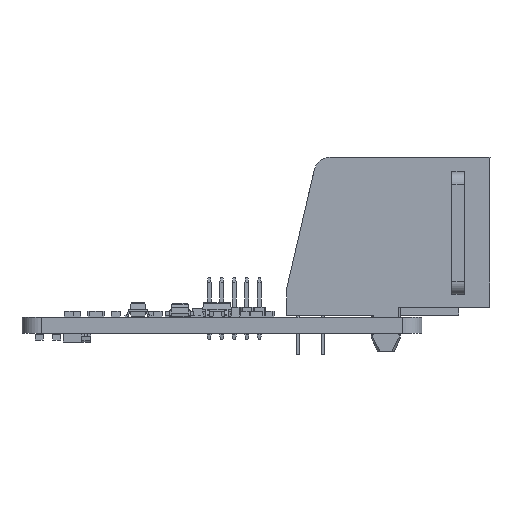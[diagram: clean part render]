
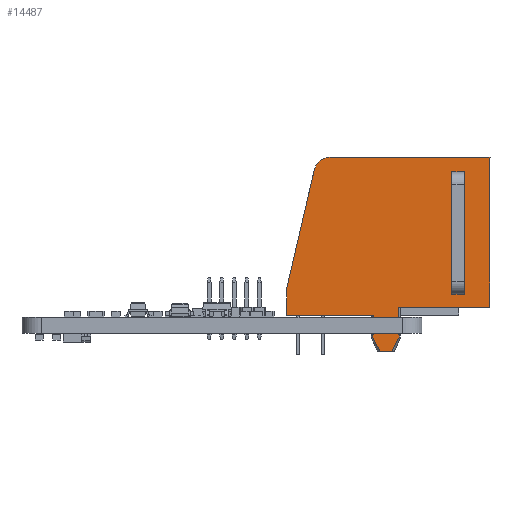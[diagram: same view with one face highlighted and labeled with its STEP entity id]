
A CAD part, left-side view. The second image highlights one B-rep face of the part: STEP entity #14487.
In plain terms, the highlighted planar face has unit normal (-1, 0, 0).
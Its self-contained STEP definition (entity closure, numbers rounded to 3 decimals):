
#14487 = ADVANCED_FACE('',(#14488,#14625),#14659,.T.);
#14488 = FACE_BOUND('',#14489,.T.);
#14489 = EDGE_LOOP('',(#14490,#14500,#14508,#14516,#14524,#14532,#14540,
    #14551,#14559,#14570,#14578,#14586,#14594,#14602,#14610,#14618));
#14490 = ORIENTED_EDGE('',*,*,#14491,.T.);
#14491 = EDGE_CURVE('',#14492,#14494,#14496,.T.);
#14492 = VERTEX_POINT('',#14493);
#14493 = CARTESIAN_POINT('',(-6.6,6.422,-17.786));
#14494 = VERTEX_POINT('',#14495);
#14495 = CARTESIAN_POINT('',(-6.6,-5.646,-20.598));
#14496 = LINE('',#14497,#14498);
#14497 = CARTESIAN_POINT('',(-6.6,-5.646,-20.598));
#14498 = VECTOR('',#14499,1.);
#14499 = DIRECTION('',(0.,-0.974,
    -0.227));
#14500 = ORIENTED_EDGE('',*,*,#14501,.T.);
#14501 = EDGE_CURVE('',#14494,#14502,#14504,.T.);
#14502 = VERTEX_POINT('',#14503);
#14503 = CARTESIAN_POINT('',(-6.6,-8.303,-20.598));
#14504 = LINE('',#14505,#14506);
#14505 = CARTESIAN_POINT('',(-6.6,-12.319,-20.598));
#14506 = VECTOR('',#14507,1.);
#14507 = DIRECTION('',(0.,-1.,0.));
#14508 = ORIENTED_EDGE('',*,*,#14509,.F.);
#14509 = EDGE_CURVE('',#14510,#14502,#14512,.T.);
#14510 = VERTEX_POINT('',#14511);
#14511 = CARTESIAN_POINT('',(-6.6,-8.303,-11.813));
#14512 = LINE('',#14513,#14514);
#14513 = CARTESIAN_POINT('',(-6.6,-8.303,-11.813));
#14514 = VECTOR('',#14515,1.);
#14515 = DIRECTION('',(0.,0.,-1.));
#14516 = ORIENTED_EDGE('',*,*,#14517,.F.);
#14517 = EDGE_CURVE('',#14518,#14510,#14520,.T.);
#14518 = VERTEX_POINT('',#14519);
#14519 = CARTESIAN_POINT('',(-6.6,-10.262,-11.813));
#14520 = LINE('',#14521,#14522);
#14521 = CARTESIAN_POINT('',(-6.6,-7.493,-11.813));
#14522 = VECTOR('',#14523,1.);
#14523 = DIRECTION('',(0.,1.,0.));
#14524 = ORIENTED_EDGE('',*,*,#14525,.T.);
#14525 = EDGE_CURVE('',#14518,#14526,#14528,.T.);
#14526 = VERTEX_POINT('',#14527);
#14527 = CARTESIAN_POINT('',(-6.6,-10.262,-11.868));
#14528 = LINE('',#14529,#14530);
#14529 = CARTESIAN_POINT('',(-6.6,-10.262,-10.541));
#14530 = VECTOR('',#14531,1.);
#14531 = DIRECTION('',(0.,0.,-1.));
#14532 = ORIENTED_EDGE('',*,*,#14533,.F.);
#14533 = EDGE_CURVE('',#14534,#14526,#14536,.T.);
#14534 = VERTEX_POINT('',#14535);
#14535 = CARTESIAN_POINT('',(-6.6,-10.516,-11.868));
#14536 = LINE('',#14537,#14538);
#14537 = CARTESIAN_POINT('',(-6.6,-10.174,-11.868));
#14538 = VECTOR('',#14539,1.);
#14539 = DIRECTION('',(0.,1.,0.));
#14540 = ORIENTED_EDGE('',*,*,#14541,.F.);
#14541 = EDGE_CURVE('',#14542,#14534,#14544,.T.);
#14542 = VERTEX_POINT('',#14543);
#14543 = CARTESIAN_POINT('',(-6.6,-12.014,-11.131));
#14544 = B_SPLINE_CURVE_WITH_KNOTS('',3,(#14545,#14546,#14547,#14548,
    #14549,#14550),.UNSPECIFIED.,.F.,.F.,(4,2,4),(0.006,
    0.006,0.007),.UNSPECIFIED.);
#14545 = CARTESIAN_POINT('',(-6.6,-12.014,-11.131));
#14546 = CARTESIAN_POINT('',(-6.6,-11.774,-11.273));
#14547 = CARTESIAN_POINT('',(-6.6,-11.525,-11.397));
#14548 = CARTESIAN_POINT('',(-6.6,-11.023,-11.638));
#14549 = CARTESIAN_POINT('',(-6.6,-10.77,-11.754));
#14550 = CARTESIAN_POINT('',(-6.6,-10.516,-11.868));
#14551 = ORIENTED_EDGE('',*,*,#14552,.F.);
#14552 = EDGE_CURVE('',#14553,#14542,#14555,.T.);
#14553 = VERTEX_POINT('',#14554);
#14554 = CARTESIAN_POINT('',(-6.6,-12.014,-9.951));
#14555 = LINE('',#14556,#14557);
#14556 = CARTESIAN_POINT('',(-6.6,-12.014,-10.541));
#14557 = VECTOR('',#14558,1.);
#14558 = DIRECTION('',(0.,0.,-1.));
#14559 = ORIENTED_EDGE('',*,*,#14560,.F.);
#14560 = EDGE_CURVE('',#14561,#14553,#14563,.T.);
#14561 = VERTEX_POINT('',#14562);
#14562 = CARTESIAN_POINT('',(-6.6,-10.516,-9.214));
#14563 = B_SPLINE_CURVE_WITH_KNOTS('',3,(#14564,#14565,#14566,#14567,
    #14568,#14569),.UNSPECIFIED.,.F.,.F.,(4,2,4),(0.002,
    0.003,0.004),.UNSPECIFIED.);
#14564 = CARTESIAN_POINT('',(-6.6,-10.516,-9.214));
#14565 = CARTESIAN_POINT('',(-6.6,-10.77,-9.328));
#14566 = CARTESIAN_POINT('',(-6.6,-11.023,-9.444));
#14567 = CARTESIAN_POINT('',(-6.6,-11.525,-9.685));
#14568 = CARTESIAN_POINT('',(-6.6,-11.774,-9.81));
#14569 = CARTESIAN_POINT('',(-6.6,-12.014,-9.951));
#14570 = ORIENTED_EDGE('',*,*,#14571,.F.);
#14571 = EDGE_CURVE('',#14572,#14561,#14574,.T.);
#14572 = VERTEX_POINT('',#14573);
#14573 = CARTESIAN_POINT('',(-6.6,-10.262,-9.214));
#14574 = LINE('',#14575,#14576);
#14575 = CARTESIAN_POINT('',(-6.6,-10.174,-9.214));
#14576 = VECTOR('',#14577,1.);
#14577 = DIRECTION('',(0.,-1.,0.));
#14578 = ORIENTED_EDGE('',*,*,#14579,.T.);
#14579 = EDGE_CURVE('',#14572,#14580,#14582,.T.);
#14580 = VERTEX_POINT('',#14581);
#14581 = CARTESIAN_POINT('',(-6.6,-10.262,-9.269));
#14582 = LINE('',#14583,#14584);
#14583 = CARTESIAN_POINT('',(-6.6,-10.262,-10.541));
#14584 = VECTOR('',#14585,1.);
#14585 = DIRECTION('',(0.,0.,-1.));
#14586 = ORIENTED_EDGE('',*,*,#14587,.F.);
#14587 = EDGE_CURVE('',#14588,#14580,#14590,.T.);
#14588 = VERTEX_POINT('',#14589);
#14589 = CARTESIAN_POINT('',(-6.6,-7.493,-9.269));
#14590 = LINE('',#14591,#14592);
#14591 = CARTESIAN_POINT('',(-6.6,-7.493,-9.269));
#14592 = VECTOR('',#14593,1.);
#14593 = DIRECTION('',(0.,-1.,0.));
#14594 = ORIENTED_EDGE('',*,*,#14595,.F.);
#14595 = EDGE_CURVE('',#14596,#14588,#14598,.T.);
#14596 = VERTEX_POINT('',#14597);
#14597 = CARTESIAN_POINT('',(-6.6,-7.493,0.));
#14598 = LINE('',#14599,#14600);
#14599 = CARTESIAN_POINT('',(-6.6,-7.493,-20.828));
#14600 = VECTOR('',#14601,1.);
#14601 = DIRECTION('',(0.,0.,-1.));
#14602 = ORIENTED_EDGE('',*,*,#14603,.F.);
#14603 = EDGE_CURVE('',#14604,#14596,#14606,.T.);
#14604 = VERTEX_POINT('',#14605);
#14605 = CARTESIAN_POINT('',(-6.6,7.697,0.));
#14606 = LINE('',#14607,#14608);
#14607 = CARTESIAN_POINT('',(-6.6,-7.493,0.));
#14608 = VECTOR('',#14609,1.);
#14609 = DIRECTION('',(0.,-1.,0.));
#14610 = ORIENTED_EDGE('',*,*,#14611,.T.);
#14611 = EDGE_CURVE('',#14604,#14612,#14614,.T.);
#14612 = VERTEX_POINT('',#14613);
#14613 = CARTESIAN_POINT('',(-6.6,7.697,-16.179));
#14614 = LINE('',#14615,#14616);
#14615 = CARTESIAN_POINT('',(-6.6,7.697,0.));
#14616 = VECTOR('',#14617,1.);
#14617 = DIRECTION('',(0.,0.,-1.));
#14618 = ORIENTED_EDGE('',*,*,#14619,.T.);
#14619 = EDGE_CURVE('',#14612,#14492,#14620,.T.);
#14620 = CIRCLE('',#14621,1.65);
#14621 = AXIS2_PLACEMENT_3D('',#14622,#14623,#14624);
#14622 = CARTESIAN_POINT('',(-6.6,6.047,-16.179));
#14623 = DIRECTION('',(-1.,0.,0.));
#14624 = DIRECTION('',(0.,0.,1.));
#14625 = FACE_BOUND('',#14626,.T.);
#14626 = EDGE_LOOP('',(#14627,#14637,#14645,#14653));
#14627 = ORIENTED_EDGE('',*,*,#14628,.F.);
#14628 = EDGE_CURVE('',#14629,#14631,#14633,.T.);
#14629 = VERTEX_POINT('',#14630);
#14630 = CARTESIAN_POINT('',(-6.6,6.2,-2.6));
#14631 = VERTEX_POINT('',#14632);
#14632 = CARTESIAN_POINT('',(-6.6,6.2,-3.87));
#14633 = LINE('',#14634,#14635);
#14634 = CARTESIAN_POINT('',(-6.6,6.2,-2.6));
#14635 = VECTOR('',#14636,1.);
#14636 = DIRECTION('',(0.,0.,-1.));
#14637 = ORIENTED_EDGE('',*,*,#14638,.F.);
#14638 = EDGE_CURVE('',#14639,#14629,#14641,.T.);
#14639 = VERTEX_POINT('',#14640);
#14640 = CARTESIAN_POINT('',(-6.6,-6.2,-2.6));
#14641 = LINE('',#14642,#14643);
#14642 = CARTESIAN_POINT('',(-6.6,-6.2,-2.6));
#14643 = VECTOR('',#14644,1.);
#14644 = DIRECTION('',(0.,1.,0.));
#14645 = ORIENTED_EDGE('',*,*,#14646,.F.);
#14646 = EDGE_CURVE('',#14647,#14639,#14649,.T.);
#14647 = VERTEX_POINT('',#14648);
#14648 = CARTESIAN_POINT('',(-6.6,-6.2,-3.87));
#14649 = LINE('',#14650,#14651);
#14650 = CARTESIAN_POINT('',(-6.6,-6.2,-3.87));
#14651 = VECTOR('',#14652,1.);
#14652 = DIRECTION('',(0.,0.,1.));
#14653 = ORIENTED_EDGE('',*,*,#14654,.F.);
#14654 = EDGE_CURVE('',#14631,#14647,#14655,.T.);
#14655 = LINE('',#14656,#14657);
#14656 = CARTESIAN_POINT('',(-6.6,6.2,-3.87));
#14657 = VECTOR('',#14658,1.);
#14658 = DIRECTION('',(0.,-1.,0.));
#14659 = PLANE('',#14660);
#14660 = AXIS2_PLACEMENT_3D('',#14661,#14662,#14663);
#14661 = CARTESIAN_POINT('',(-6.6,-12.319,-23.311));
#14662 = DIRECTION('',(-1.,0.,0.));
#14663 = DIRECTION('',(0.,0.,1.));
